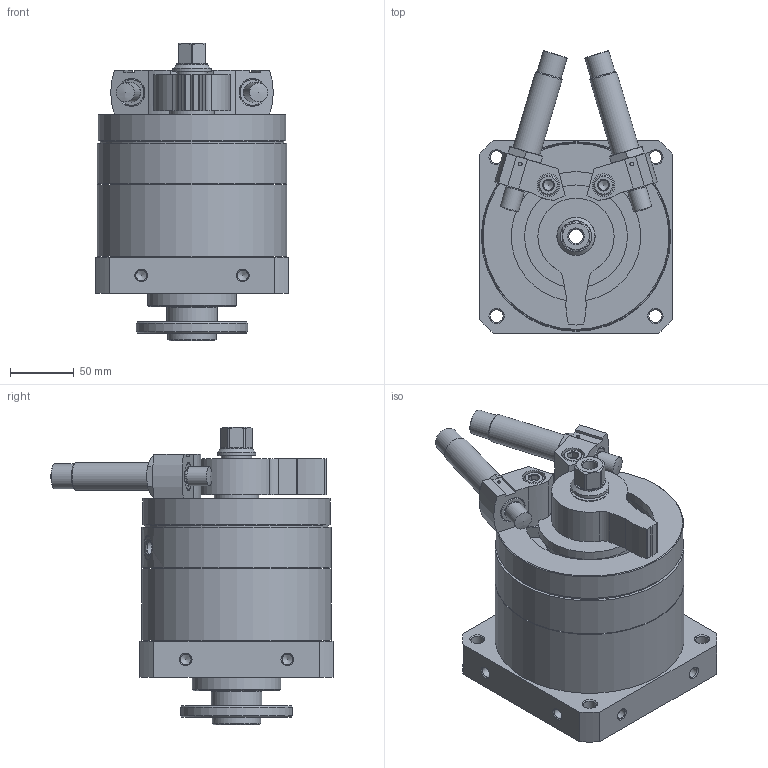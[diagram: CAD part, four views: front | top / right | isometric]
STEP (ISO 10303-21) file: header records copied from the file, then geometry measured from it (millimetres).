
FILE_DESCRIPTION(/* description */ ('STEP AP214'),/* implementation_level */ '2;1');
FILE_NAME(/* name */ '1145119_DSM-T-63-270-CC-FW-A-B',/* time_stamp */ '2024-08-21T19:48:15+02:00',/* author */ ('License CC BY-ND 4.0'),/* organization */ ('CADENAS'),/* preprocessor_version */ 'ST-DEVELOPER v19.3',/* originating_system */ 'PARTsolutions',/* authorisation */ ' ');
FILE_SCHEMA (('AUTOMOTIVE_DESIGN {1 0 10303 214 3 1 1}'));
Length unit declared in the file: millimetre
Products named in the file (9): 1145119 DSM-T-63-270-CC-FW-A-B--(0); 552082 DSM-63-270-CC-FW-A-B_G---(T); 737476 DSM-63-BR---(HZ); 553593 DYSC-16-18-Y1F---(SD_0); 714510 DSM-63_NS; DIN-912 - M10x40(F); 337143 VAL-1/8-10 M22X1.5-6-27; 737477 DSM-63-BL---(HZ); 552082 DSM-63-270-CC-FW-A-B_K---(T)
Assembly tree (12 placements, depth 2):
  1145119 DSM-T-63-270-CC-FW-A-B--(0)
    552082 DSM-63-270-CC-FW-A-B_G---(T)
    737476 DSM-63-BR---(HZ)
    553593 DYSC-16-18-Y1F---(SD_0)  x2
    714510 DSM-63_NS  x2
    DIN-912 - M10x40(F)  x2
    337143 VAL-1/8-10 M22X1.5-6-27  x2
    737477 DSM-63-BL---(HZ)
    552082 DSM-63-270-CC-FW-A-B_K---(T)
Bounding box: 152 x 222.12 x 234.4 mm (x, y, z)
Volume: 2485799.8 mm3; surface area: 342075.9 mm2
Topology: 12 solids, 12 shells, 399 faces, 901 edges, 561 vertices
Faces by surface type: plane 174, cylinder 121, cone 100, torus 2, sphere 2
Full cylindrical faces by diameter (mm): 2.459 x2, 3.6 x2, 6.647 x4, 8 x2, 8.376 x8, 10 x2, 10.106 x4, 11 x2, 11.445 x3, 12 x4, 15 x4, 16 x2, 18 x2, 19 x2, 19.6 x2, 20.376 x4, 22 x2, 24 x1, 24.6 x1, 30 x2, 30.1 x1, 35 x2, 38 x1, 40 x1, 69 x1, 70 x1, 81 x1, 88 x1, 102 x1, 116 x1
Entity records: 8686 total; most frequent: DIRECTION 1531, CARTESIAN_POINT 1531, ORIENTED_EDGE 1154, AXIS2_PLACEMENT_3D 648, EDGE_CURVE 577, FACE_BOUND 545, EDGE_LOOP 538, VERTEX_POINT 448
